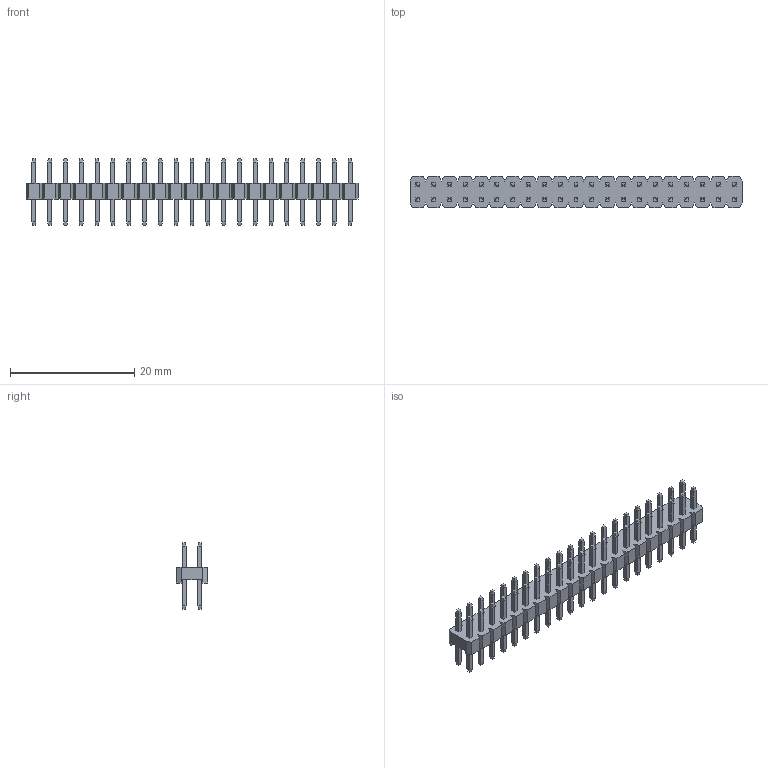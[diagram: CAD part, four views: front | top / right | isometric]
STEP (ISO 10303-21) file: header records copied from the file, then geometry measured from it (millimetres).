
FILE_DESCRIPTION (( 'STEP AP214' ), '1' );
FILE_NAME ('FPH25452-D42S1014111240B-REF.STEP', '2026-01-14T01:36:37', ( '' ), ( '' ), 'SwSTEP 2.0', 'SolidWorks 2021', '' );
FILE_SCHEMA (( 'AUTOMOTIVE_DESIGN' ));
Length unit declared in the file: millimetre
Products named in the file (1): FPH25452-D42S1014111240B-REF
Bounding box: 53.34 x 5.08 x 10.75 mm (x, y, z)
Volume: 700.9 mm3; surface area: 1858.2 mm2
Topology: 1 solids, 1 shells, 890 faces, 2076 edges, 1272 vertices
Faces by surface type: plane 890
Entity records: 24406 total; most frequent: CARTESIAN_POINT 4239, ORIENTED_EDGE 4152, DIRECTION 3858, LINE 2076, VECTOR 2076, EDGE_CURVE 2076, VERTEX_POINT 1272, EDGE_LOOP 974
